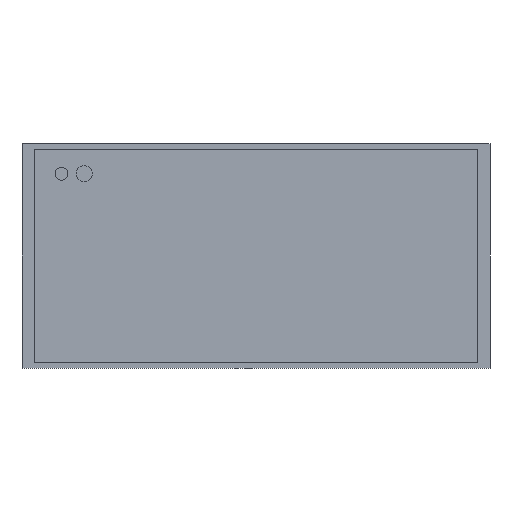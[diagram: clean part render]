
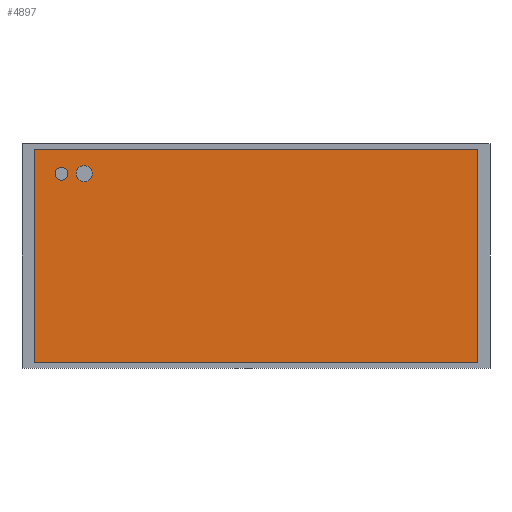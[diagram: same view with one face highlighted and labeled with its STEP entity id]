
A CAD part, front view. The second image highlights one B-rep face of the part: STEP entity #4897.
In plain terms, the highlighted planar face has unit normal (0, -1, 0).
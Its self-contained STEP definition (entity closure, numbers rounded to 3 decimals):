
#77=FACE_BOUND('',#694,.T.);
#78=FACE_BOUND('',#695,.T.);
#105=PLANE('',#5255);
#390=FACE_OUTER_BOUND('',#693,.T.);
#693=EDGE_LOOP('',(#3558,#3559,#3560,#3561));
#694=EDGE_LOOP('',(#3562));
#695=EDGE_LOOP('',(#3563));
#1017=LINE('',#6977,#1671);
#1019=LINE('',#6981,#1673);
#1021=LINE('',#6985,#1675);
#1023=LINE('',#6988,#1677);
#1671=VECTOR('',#5642,10.);
#1673=VECTOR('',#5646,10.);
#1675=VECTOR('',#5650,10.);
#1677=VECTOR('',#5654,10.);
#2295=CIRCLE('',#5234,20.);
#2297=CIRCLE('',#5238,25.);
#2331=VERTEX_POINT('',#6903);
#2333=VERTEX_POINT('',#6910);
#2354=VERTEX_POINT('',#6974);
#2355=VERTEX_POINT('',#6976);
#2356=VERTEX_POINT('',#6980);
#2357=VERTEX_POINT('',#6984);
#2792=EDGE_CURVE('',#2331,#2331,#2295,.T.);
#2795=EDGE_CURVE('',#2333,#2333,#2297,.T.);
#2825=EDGE_CURVE('',#2355,#2354,#1017,.T.);
#2827=EDGE_CURVE('',#2356,#2355,#1019,.T.);
#2829=EDGE_CURVE('',#2357,#2356,#1021,.T.);
#2831=EDGE_CURVE('',#2354,#2357,#1023,.T.);
#3558=ORIENTED_EDGE('',*,*,#2831,.T.);
#3559=ORIENTED_EDGE('',*,*,#2829,.T.);
#3560=ORIENTED_EDGE('',*,*,#2827,.T.);
#3561=ORIENTED_EDGE('',*,*,#2825,.T.);
#3562=ORIENTED_EDGE('',*,*,#2792,.T.);
#3563=ORIENTED_EDGE('',*,*,#2795,.T.);
#4897=ADVANCED_FACE('',(#390,#77,#78),#105,.T.);
#5234=AXIS2_PLACEMENT_3D('',#6905,#5576,#5577);
#5238=AXIS2_PLACEMENT_3D('',#6912,#5585,#5586);
#5255=AXIS2_PLACEMENT_3D('',#6989,#5655,#5656);
#5576=DIRECTION('center_axis',(0.,1.,0.));
#5577=DIRECTION('ref_axis',(1.,0.,0.));
#5585=DIRECTION('center_axis',(0.,1.,0.));
#5586=DIRECTION('ref_axis',(1.,0.,0.));
#5642=DIRECTION('',(-1.,0.,0.));
#5646=DIRECTION('',(0.,0.,1.));
#5650=DIRECTION('',(1.,0.,0.));
#5654=DIRECTION('',(0.,0.,-1.));
#5655=DIRECTION('center_axis',(0.,-1.,0.));
#5656=DIRECTION('ref_axis',(0.,0.,-1.));
#6903=CARTESIAN_POINT('',(-622.5,-370.,255.));
#6905=CARTESIAN_POINT('Origin',(-602.5,-370.,255.));
#6910=CARTESIAN_POINT('',(-557.5,-370.,255.));
#6912=CARTESIAN_POINT('Origin',(-532.5,-370.,255.));
#6974=CARTESIAN_POINT('',(-687.5,-370.,330.));
#6976=CARTESIAN_POINT('',(687.5,-370.,330.));
#6977=CARTESIAN_POINT('',(-687.5,-370.,330.));
#6980=CARTESIAN_POINT('',(687.5,-370.,-330.));
#6981=CARTESIAN_POINT('',(687.5,-370.,330.));
#6984=CARTESIAN_POINT('',(-687.5,-370.,-330.));
#6985=CARTESIAN_POINT('',(687.5,-370.,-330.));
#6988=CARTESIAN_POINT('',(-687.5,-370.,-330.));
#6989=CARTESIAN_POINT('Origin',(0.,-370.,0.));
